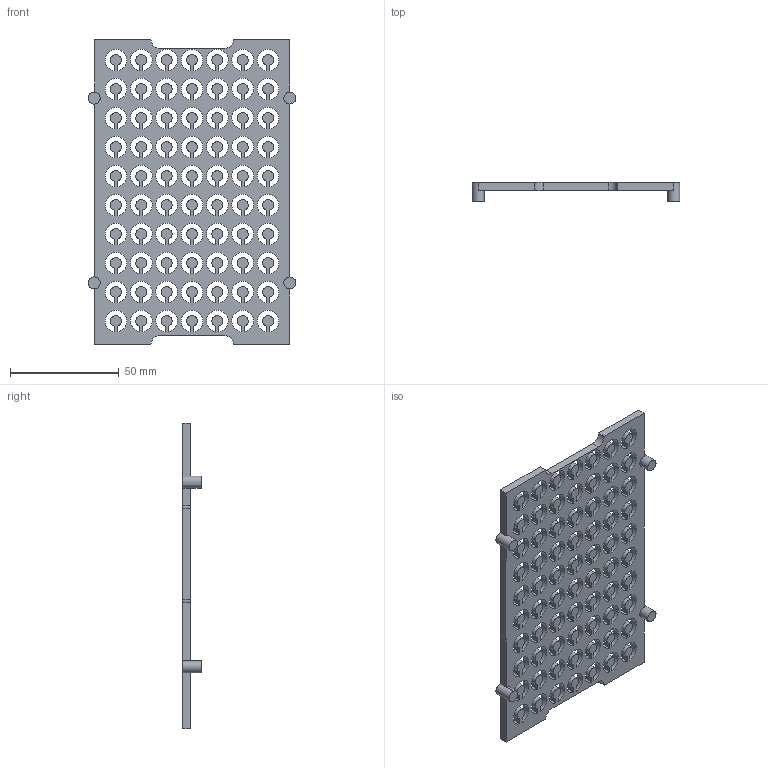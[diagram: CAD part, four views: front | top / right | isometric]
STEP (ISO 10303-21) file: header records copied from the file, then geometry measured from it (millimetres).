
FILE_DESCRIPTION(/* description */ (''),/* implementation_level */ '2;1');
FILE_NAME(/* name */ 'Grid_box.step',/* time_stamp */ '2023-02-18T16:38:16+01:00',/* author */ (''),/* organization */ (''),/* preprocessor_version */ 'ST-DEVELOPER v19.2',/* originating_system */ 'Autodesk Translation Framework v11.17.0.187',/* authorisation */ '');
FILE_SCHEMA (('AUTOMOTIVE_DESIGN { 1 0 10303 214 3 1 1 }'));
Length unit declared in the file: millimetre
Products named in the file (1): PolyFormer_10_29_2022
Bounding box: 95.49 x 8.6 x 140.25 mm (x, y, z)
Volume: 31074.1 mm3; surface area: 31497.2 mm2
Topology: 1 solids, 1 shells, 311 faces, 925 edges, 616 vertices
Faces by surface type: plane 160, cylinder 151
Full cylindrical faces by diameter (mm): 5.5 x3
Entity records: 10857 total; most frequent: DIRECTION 1855, CARTESIAN_POINT 1853, ORIENTED_EDGE 1850, EDGE_CURVE 925, LINE 619, VECTOR 619, AXIS2_PLACEMENT_3D 618, VERTEX_POINT 616
